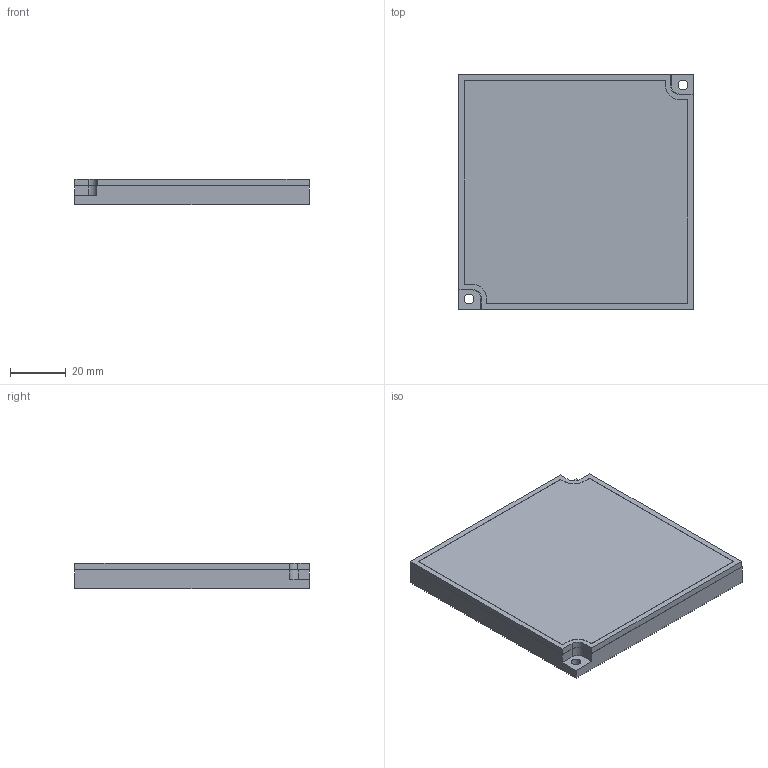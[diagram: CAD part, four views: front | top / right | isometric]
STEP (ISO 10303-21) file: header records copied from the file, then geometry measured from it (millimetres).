
FILE_DESCRIPTION((''),'2;1');
FILE_NAME('E840-71_CB_K04','2017-06-13T',('cmozuch'),(''),'PRO/ENGINEER BY PARAMETRIC TECHNOLOGY CORPORATION, 2015440','PRO/ENGINEER BY PARAMETRIC TECHNOLOGY CORPORATION, 2015440','');
FILE_SCHEMA(('CONFIG_CONTROL_DESIGN'));
Length unit declared in the file: millimetre
Products named in the file (1): E840-71_CB_K04
Bounding box: 84.4 x 84.4 x 9.2 mm (x, y, z)
Volume: 64287.3 mm3; surface area: 17395.8 mm2
Topology: 1 solids, 1 shells, 40 faces, 108 edges, 72 vertices
Faces by surface type: plane 30, cylinder 10
Entity records: 1821 total; most frequent: CARTESIAN_POINT 220, ORIENTED_EDGE 216, DIRECTION 208, EDGE_CURVE 108, VECTOR 88, LINE 88, FILL_AREA_STYLE_COLOUR 80, FILL_AREA_STYLE 80
